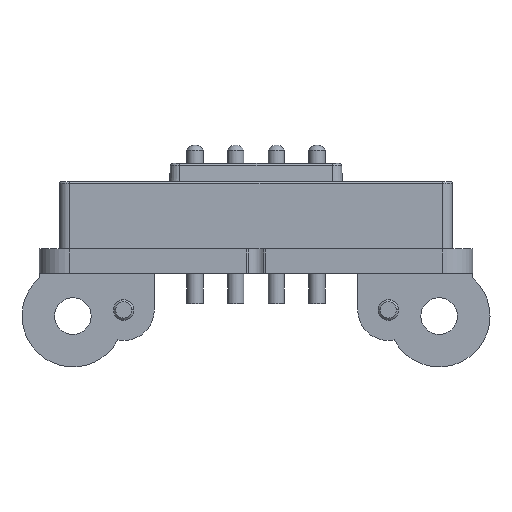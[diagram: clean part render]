
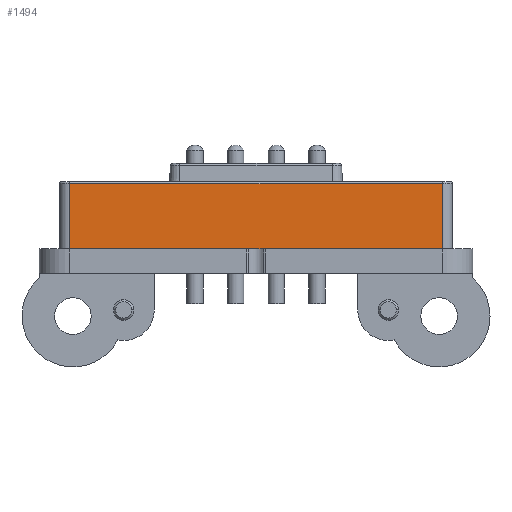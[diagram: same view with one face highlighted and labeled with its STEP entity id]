
A CAD part, front view. The second image highlights one B-rep face of the part: STEP entity #1494.
In plain terms, the highlighted planar face has unit normal (0, -1, 0).
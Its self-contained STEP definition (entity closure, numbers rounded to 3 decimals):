
#1176 = VECTOR ( 'NONE', #12903, 1000. ) ;
#1280 = FACE_OUTER_BOUND ( 'NONE', #3904, .T. ) ;
#1494 = ADVANCED_FACE ( 'NONE', ( #1280 ), #2067, .F. ) ;
#2067 = PLANE ( 'NONE',  #2564 ) ;
#2091 = VERTEX_POINT ( 'NONE', #11758 ) ;
#2092 = VECTOR ( 'NONE', #6969, 1000. ) ;
#2489 = CARTESIAN_POINT ( 'NONE',  ( 0., -2.05, -1.7 ) ) ;
#2564 = AXIS2_PLACEMENT_3D ( 'NONE', #2489, #10262, #12434 ) ;
#2718 = LINE ( 'NONE', #7050, #2092 ) ;
#3684 = VECTOR ( 'NONE', #4015, 1000. ) ;
#3904 = EDGE_LOOP ( 'NONE', ( #12544, #4104, #6824, #11165 ) ) ;
#4015 = DIRECTION ( 'NONE',  ( 0., 0., 1. ) ) ;
#4104 = ORIENTED_EDGE ( 'NONE', *, *, #7427, .T. ) ;
#4397 = EDGE_CURVE ( 'NONE', #7854, #6637, #5322, .T. ) ;
#4489 = CARTESIAN_POINT ( 'NONE',  ( -9.15, -2.05, -0.1 ) ) ;
#4494 = CARTESIAN_POINT ( 'NONE',  ( 9.15, -2.05, -0.1 ) ) ;
#4514 = EDGE_CURVE ( 'NONE', #6637, #2091, #2718, .T. ) ;
#5168 = CARTESIAN_POINT ( 'NONE',  ( -9.15, -2.05, -3.3 ) ) ;
#5322 = LINE ( 'NONE', #14150, #1176 ) ;
#6637 = VERTEX_POINT ( 'NONE', #4489 ) ;
#6824 = ORIENTED_EDGE ( 'NONE', *, *, #13601, .T. ) ;
#6969 = DIRECTION ( 'NONE',  ( 0., 0., -1. ) ) ;
#7050 = CARTESIAN_POINT ( 'NONE',  ( -9.15, -2.05, -0.1 ) ) ;
#7427 = EDGE_CURVE ( 'NONE', #2091, #11811, #9360, .T. ) ;
#7492 = LINE ( 'NONE', #12828, #3684 ) ;
#7854 = VERTEX_POINT ( 'NONE', #4494 ) ;
#8195 = DIRECTION ( 'NONE',  ( 1., 0., 0. ) ) ;
#9074 = VECTOR ( 'NONE', #8195, 1000. ) ;
#9360 = LINE ( 'NONE', #5168, #9074 ) ;
#10262 = DIRECTION ( 'NONE',  ( 0., 1., 0. ) ) ;
#11165 = ORIENTED_EDGE ( 'NONE', *, *, #4397, .T. ) ;
#11758 = CARTESIAN_POINT ( 'NONE',  ( -9.15, -2.05, -3.3 ) ) ;
#11811 = VERTEX_POINT ( 'NONE', #13895 ) ;
#12434 = DIRECTION ( 'NONE',  ( 1., 0., 0. ) ) ;
#12544 = ORIENTED_EDGE ( 'NONE', *, *, #4514, .T. ) ;
#12828 = CARTESIAN_POINT ( 'NONE',  ( 9.15, -2.05, -3.3 ) ) ;
#12903 = DIRECTION ( 'NONE',  ( -1., 0., 0. ) ) ;
#13601 = EDGE_CURVE ( 'NONE', #11811, #7854, #7492, .T. ) ;
#13895 = CARTESIAN_POINT ( 'NONE',  ( 9.15, -2.05, -3.3 ) ) ;
#14150 = CARTESIAN_POINT ( 'NONE',  ( 9.15, -2.05, -0.1 ) ) ;
